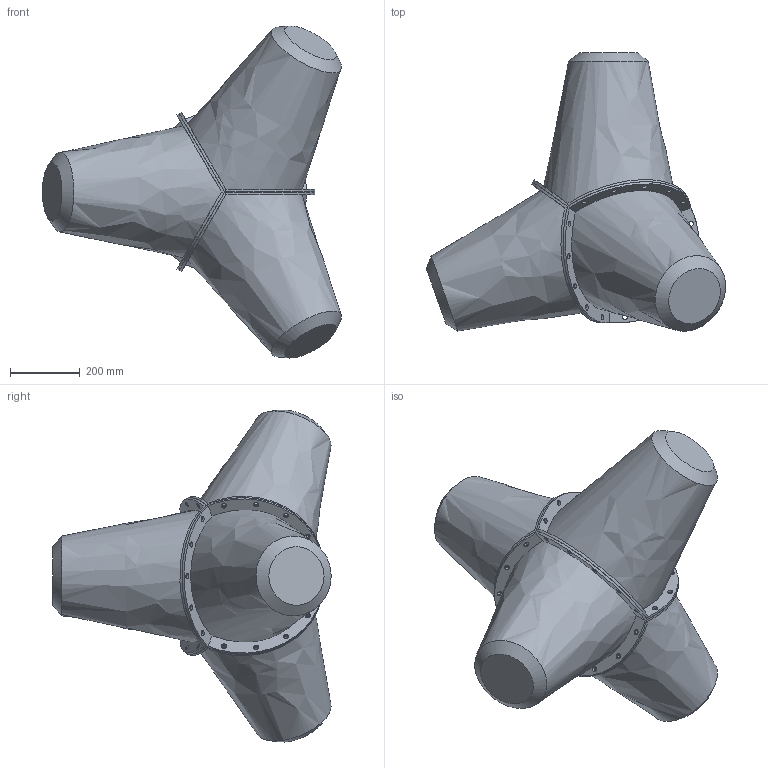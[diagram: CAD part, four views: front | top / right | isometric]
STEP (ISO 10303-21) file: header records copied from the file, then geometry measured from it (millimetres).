
FILE_DESCRIPTION(('FreeCAD Model'),'2;1');
FILE_NAME('Open CASCADE Shape Model','2025-05-05T09:33:03',('FreeCAD'),( 'FreeCAD'),'Open CASCADE STEP processor 7.6','FreeCAD','Unknown');
FILE_SCHEMA(('AUTOMOTIVE_DESIGN { 1 0 10303 214 1 1 1 1 }'));
Length unit declared in the file: millimetre
Products named in the file (1): Open CASCADE STEP translator 7.6 1
Bounding box: 857.41 x 797.58 x 951.55 mm (x, y, z)
Volume: 10852362.7 mm3; surface area: 3771180.3 mm2
Topology: 4 solids, 4 shells, 120 faces, 308 edges, 196 vertices
Faces by surface type: bspline 120
Entity records: 4968 total; most frequent: CARTESIAN_POINT 3093, ORIENTED_EDGE 616, EDGE_CURVE 308, FACE_BOUND 240, EDGE_LOOP 240, VERTEX_POINT 196, ADVANCED_FACE 120, B_SPLINE_CURVE_WITH_KNOTS 100
